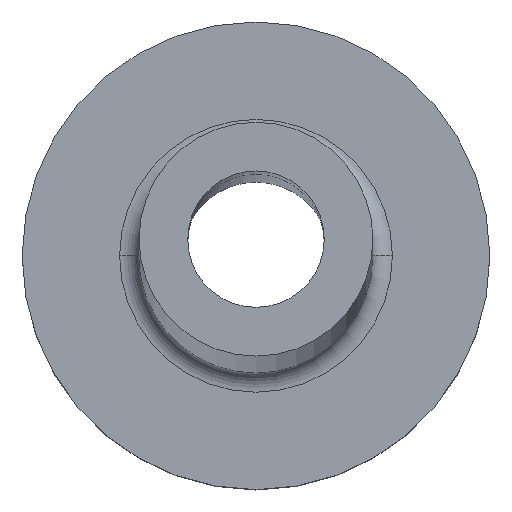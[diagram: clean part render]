
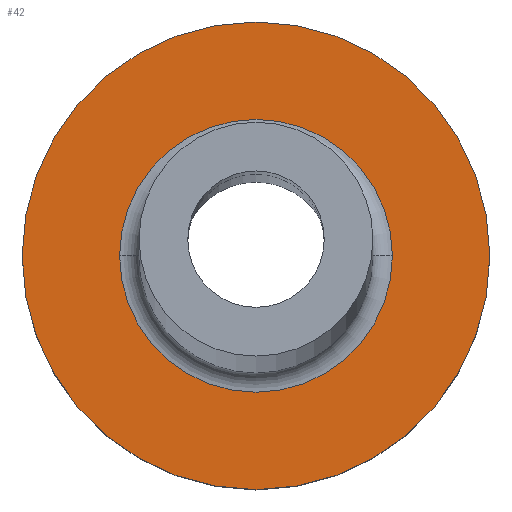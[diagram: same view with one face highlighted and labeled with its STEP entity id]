
A CAD part, top view. The second image highlights one B-rep face of the part: STEP entity #42.
In plain terms, the highlighted planar face has unit normal (0, 0, 1).
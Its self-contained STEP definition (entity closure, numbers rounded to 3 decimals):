
#25 = CIRCLE ( 'NONE', #56, 6. ) ;
#42 = ADVANCED_FACE ( 'NONE', ( #96, #378 ), #208, .T. ) ;
#56 = AXIS2_PLACEMENT_3D ( 'NONE', #433, #365, #362 ) ;
#58 = EDGE_LOOP ( 'NONE', ( #183, #346 ) ) ;
#70 = CARTESIAN_POINT ( 'NONE',  ( -3.5, 0., 5. ) ) ;
#92 = EDGE_CURVE ( 'NONE', #111, #390, #265, .T. ) ;
#94 = DIRECTION ( 'NONE',  ( 0., 0., -1. ) ) ;
#96 = FACE_BOUND ( 'NONE', #280, .T. ) ;
#107 = VERTEX_POINT ( 'NONE', #264 ) ;
#111 = VERTEX_POINT ( 'NONE', #197 ) ;
#121 = DIRECTION ( 'NONE',  ( 1., 0., 0. ) ) ;
#122 = AXIS2_PLACEMENT_3D ( 'NONE', #381, #211, #308 ) ;
#124 = AXIS2_PLACEMENT_3D ( 'NONE', #172, #165, #121 ) ;
#164 = DIRECTION ( 'NONE',  ( 1., 0., 0. ) ) ;
#165 = DIRECTION ( 'NONE',  ( 0., 0., -1. ) ) ;
#171 = CARTESIAN_POINT ( 'NONE',  ( -6., 0., 5. ) ) ;
#172 = CARTESIAN_POINT ( 'NONE',  ( 0., 0., 5. ) ) ;
#174 = EDGE_CURVE ( 'NONE', #390, #111, #25, .T. ) ;
#183 = ORIENTED_EDGE ( 'NONE', *, *, #174, .T. ) ;
#197 = CARTESIAN_POINT ( 'NONE',  ( 6., 0., 5. ) ) ;
#207 = ORIENTED_EDGE ( 'NONE', *, *, #403, .T. ) ;
#208 = PLANE ( 'NONE',  #122 ) ;
#211 = DIRECTION ( 'NONE',  ( 0., 0., 1. ) ) ;
#264 = CARTESIAN_POINT ( 'NONE',  ( 3.5, 0., 5. ) ) ;
#265 = CIRCLE ( 'NONE', #429, 6. ) ;
#280 = EDGE_LOOP ( 'NONE', ( #411, #207 ) ) ;
#281 = VERTEX_POINT ( 'NONE', #70 ) ;
#302 = CARTESIAN_POINT ( 'NONE',  ( 0., 0., 5. ) ) ;
#308 = DIRECTION ( 'NONE',  ( 1., 0., 0. ) ) ;
#320 = CIRCLE ( 'NONE', #124, 3.5 ) ;
#337 = CIRCLE ( 'NONE', #401, 3.5 ) ;
#343 = DIRECTION ( 'NONE',  ( 1., 0., 0. ) ) ;
#346 = ORIENTED_EDGE ( 'NONE', *, *, #92, .T. ) ;
#362 = DIRECTION ( 'NONE',  ( 1., 0., 0. ) ) ;
#364 = EDGE_CURVE ( 'NONE', #107, #281, #320, .T. ) ;
#365 = DIRECTION ( 'NONE',  ( 0., 0., 1. ) ) ;
#378 = FACE_OUTER_BOUND ( 'NONE', #58, .T. ) ;
#381 = CARTESIAN_POINT ( 'NONE',  ( 0., 0., 5. ) ) ;
#390 = VERTEX_POINT ( 'NONE', #171 ) ;
#401 = AXIS2_PLACEMENT_3D ( 'NONE', #409, #94, #343 ) ;
#403 = EDGE_CURVE ( 'NONE', #281, #107, #337, .T. ) ;
#409 = CARTESIAN_POINT ( 'NONE',  ( 0., 0., 5. ) ) ;
#411 = ORIENTED_EDGE ( 'NONE', *, *, #364, .T. ) ;
#429 = AXIS2_PLACEMENT_3D ( 'NONE', #302, #439, #164 ) ;
#433 = CARTESIAN_POINT ( 'NONE',  ( 0., 0., 5. ) ) ;
#439 = DIRECTION ( 'NONE',  ( 0., 0., 1. ) ) ;
